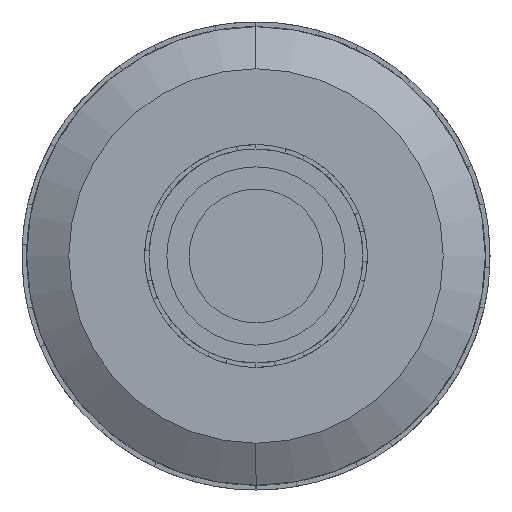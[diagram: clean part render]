
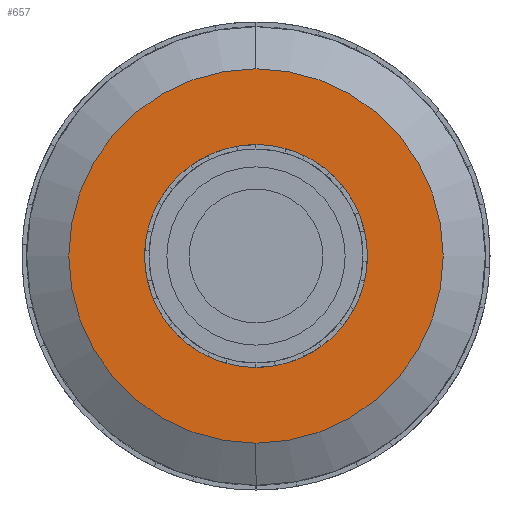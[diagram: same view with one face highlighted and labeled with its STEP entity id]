
A CAD part, left-side view. The second image highlights one B-rep face of the part: STEP entity #657.
In plain terms, the highlighted planar face has unit normal (-1, 0, 0).
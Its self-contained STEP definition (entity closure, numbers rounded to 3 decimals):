
#657=ADVANCED_FACE('',(#1487,#1488),#1489,.T.);
#1487=FACE_BOUND('',#2493,.T.);
#1488=FACE_OUTER_BOUND('',#2494,.T.);
#1489=PLANE('',#2495);
#2493=EDGE_LOOP('',(#4592,#4593));
#2494=EDGE_LOOP('',(#4594,#4595));
#2495=AXIS2_PLACEMENT_3D('',#4596,#4597,#4598);
#4592=ORIENTED_EDGE('',*,*,#6840,.F.);
#4593=ORIENTED_EDGE('',*,*,#6314,.F.);
#4594=ORIENTED_EDGE('',*,*,#6319,.T.);
#4595=ORIENTED_EDGE('',*,*,#6838,.T.);
#4596=CARTESIAN_POINT('',(-41.864,0.0,16.75));
#4597=DIRECTION('',(-1.0,0.0,0.0));
#4598=DIRECTION('',(0.0,-0.0,1.0));
#6314=EDGE_CURVE('',#7716,#7712,#7718,.T.);
#6319=EDGE_CURVE('',#7721,#7725,#7727,.T.);
#6838=EDGE_CURVE('',#7725,#7721,#8494,.T.);
#6840=EDGE_CURVE('',#7712,#7716,#8496,.T.);
#7712=VERTEX_POINT('',#9609);
#7716=VERTEX_POINT('',#9614);
#7718=CIRCLE('',#9617,12.5);
#7721=VERTEX_POINT('',#9620);
#7725=VERTEX_POINT('',#9625);
#7727=CIRCLE('',#9628,21.0);
#8494=CIRCLE('',#10637,21.0);
#8496=CIRCLE('',#10639,12.5);
#9609=CARTESIAN_POINT('',(-41.864,0.0,12.5));
#9614=CARTESIAN_POINT('',(-41.864,0.,-12.5));
#9617=AXIS2_PLACEMENT_3D('',#11880,#11881,#11882);
#9620=CARTESIAN_POINT('',(-41.864,0.0,21.0));
#9625=CARTESIAN_POINT('',(-41.864,0.,-21.0));
#9628=AXIS2_PLACEMENT_3D('',#11888,#11889,#11890);
#10637=AXIS2_PLACEMENT_3D('',#12550,#12551,#12552);
#10639=AXIS2_PLACEMENT_3D('',#12553,#12554,#12555);
#11880=CARTESIAN_POINT('',(-41.864,0.0,0.0));
#11881=DIRECTION('',(-1.0,0.0,0.0));
#11882=DIRECTION('',(0.0,-0.0,1.0));
#11888=CARTESIAN_POINT('',(-41.864,0.0,0.0));
#11889=DIRECTION('',(-1.0,0.0,0.0));
#11890=DIRECTION('',(0.0,-0.0,1.0));
#12550=CARTESIAN_POINT('',(-41.864,0.0,0.0));
#12551=DIRECTION('',(-1.0,0.0,0.0));
#12552=DIRECTION('',(0.0,-0.0,1.0));
#12553=CARTESIAN_POINT('',(-41.864,0.0,0.0));
#12554=DIRECTION('',(-1.0,0.0,0.0));
#12555=DIRECTION('',(0.0,-0.0,1.0));
